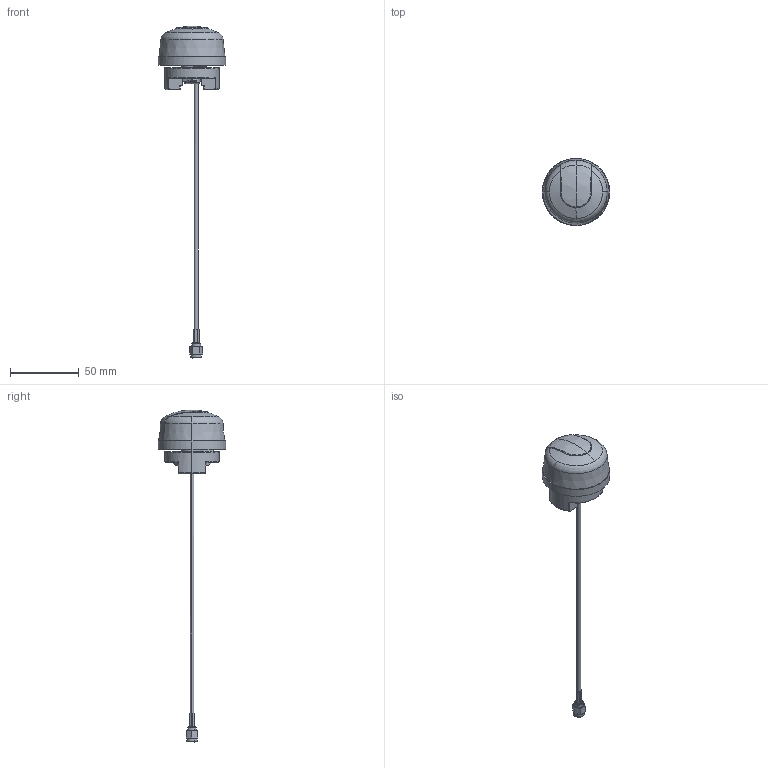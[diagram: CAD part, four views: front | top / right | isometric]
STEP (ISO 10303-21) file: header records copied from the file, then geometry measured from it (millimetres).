
FILE_DESCRIPTION (( 'STEP AP214' ), '1' );
FILE_NAME ('WS.02.B.205111_Web.STEP', '2022-03-25T10:24:13', ( '' ), ( '' ), 'SwSTEP 2.0', 'SolidWorks 2018', '' );
FILE_SCHEMA (( 'AUTOMOTIVE_DESIGN' ));
Length unit declared in the file: millimetre
Products named in the file (1): WS.02.B.205111_Web
Bounding box: 48.8 x 48.69 x 240.87 mm (x, y, z)
Surface area: 15075.3 mm2 (no closed solid volume)
Topology: 0 solids, 8 shells, 194 faces, 551 edges, 353 vertices
Faces by surface type: cylinder 60, plane 56, torus 34, bspline 20, sphere 12, cone 12
Entity records: 13117 total; most frequent: CARTESIAN_POINT 7279, ORIENTED_EDGE 935, EDGE_CURVE 546, B_SPLINE_CURVE_WITH_KNOTS 525, DIRECTION 354, VERTEX_POINT 353, EDGE_LOOP 203, UNCERTAINTY_MEASURE_WITH_UNIT 196
